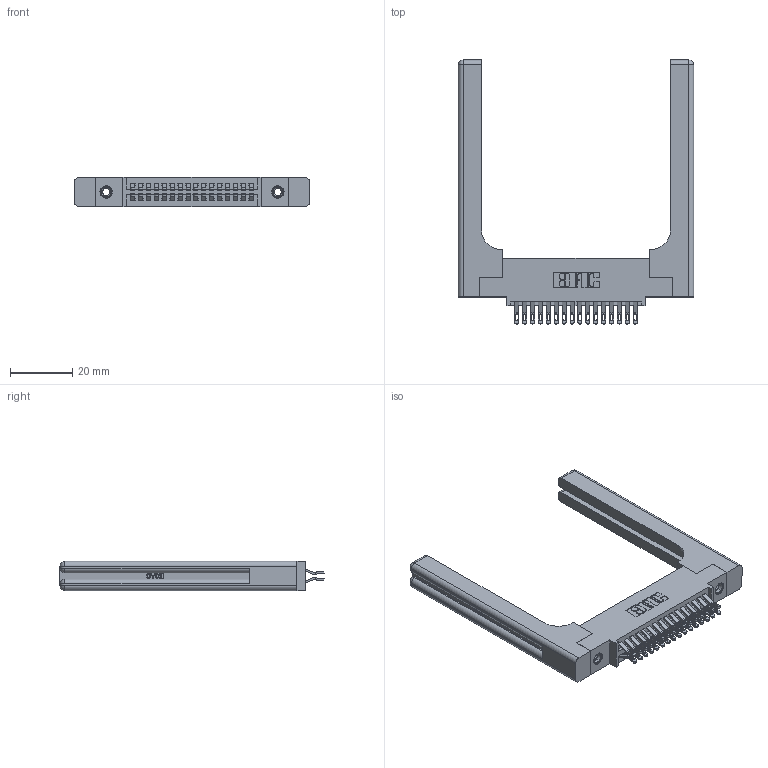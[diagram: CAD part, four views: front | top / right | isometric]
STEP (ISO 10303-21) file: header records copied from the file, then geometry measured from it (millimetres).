
FILE_DESCRIPTION (( 'STEP AP203' ), '1' );
FILE_NAME ('345-032-555-558.STEP', '2019-10-28T04:48:43', ( '' ), ( '' ), 'SwSTEP 2.0', 'SolidWorks 2016', '' );
FILE_SCHEMA (( 'CONFIG_CONTROL_DESIGN' ));
Length unit declared in the file: inch
Products named in the file (5): 345 Part_0.110 Offset - 0.156 Dia-TH; 345-220-058_345-220-058; 345-250-001_345-250-001-102; 345-032-555-558; 345-292-001_555 Tail
Assembly tree (37 placements, depth 2):
  345-032-555-558
    345 Part_0.110 Offset - 0.156 Dia-TH
    345-292-001_555 Tail  x32
    345-250-001_345-250-001-102  x2
    345-220-058_345-220-058  x2
Bounding box: 75.67 x 84.89 x 9.4 mm (x, y, z)
Volume: 15603.6 mm3; surface area: 15508 mm2
Topology: 37 solids, 37 shells, 2178 faces, 6683 edges, 4434 vertices
Faces by surface type: plane 1224, cylinder 894, bspline 36, cone 12, sphere 8, torus 4
Entity records: 21694 total; most frequent: CARTESIAN_POINT 4691, ORIENTED_EDGE 3392, DIRECTION 3068, EDGE_CURVE 1696, LINE 1388, VECTOR 1388, VERTEX_POINT 1122, AXIS2_PLACEMENT_3D 840
